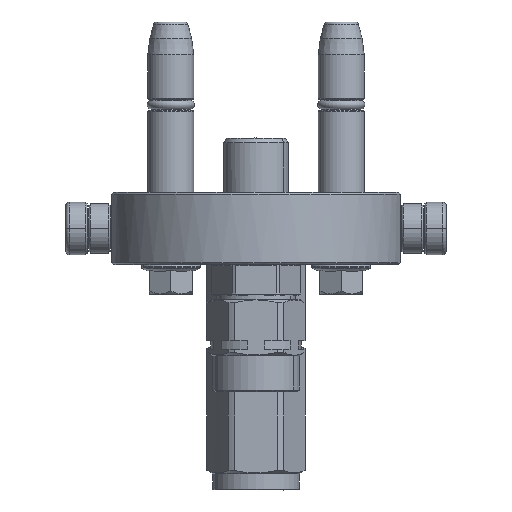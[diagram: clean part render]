
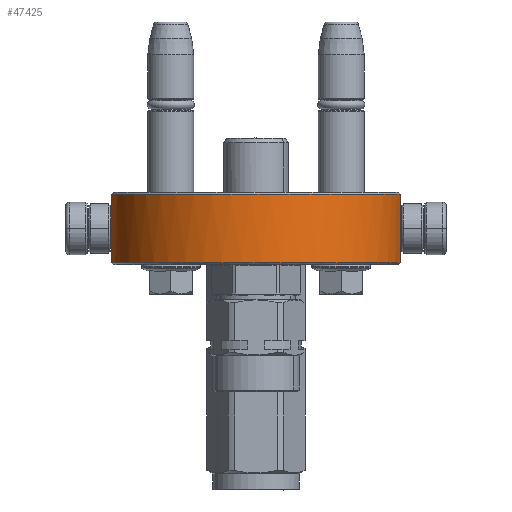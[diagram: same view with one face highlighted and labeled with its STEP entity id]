
A CAD part, left-side view. The second image highlights one B-rep face of the part: STEP entity #47425.
In plain terms, the highlighted cylindrical face has radius 44.75 mm (diameter 89.5 mm), a partial arc.
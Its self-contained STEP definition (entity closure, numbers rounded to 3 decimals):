
#1746 = CARTESIAN_POINT ( 'NONE',  ( -41.205, -17.646, -0.5 ) ) ;
#1927 = CARTESIAN_POINT ( 'NONE',  ( -18.053, -41.028, -21.5 ) ) ;
#2130 = CARTESIAN_POINT ( 'NONE',  ( -42.964, -12.78, -21.5 ) ) ;
#2140 = CARTESIAN_POINT ( 'NONE',  ( -43.632, -10.27, -0.5 ) ) ;
#3123 = CARTESIAN_POINT ( 'NONE',  ( -44.525, 5.174, -21.5 ) ) ;
#3309 = CARTESIAN_POINT ( 'NONE',  ( -41.205, 17.646, -21.5 ) ) ;
#5185 = CARTESIAN_POINT ( 'NONE',  ( -40.114, 20.002, -0.5 ) ) ;
#6531 = CARTESIAN_POINT ( 'NONE',  ( -40.114, -20.002, -21.5 ) ) ;
#6919 = CARTESIAN_POINT ( 'NONE',  ( -32.753, -30.603, -21.5 ) ) ;
#7129 = CARTESIAN_POINT ( 'NONE',  ( -13.205, -42.836, -21.5 ) ) ;
#7202 = EDGE_CURVE ( 'NONE', #41281, #7839, #38698, .T. ) ;
#7724 = CARTESIAN_POINT ( 'NONE',  ( -13.205, 42.836, -21.5 ) ) ;
#7839 = VERTEX_POINT ( 'NONE', #54692 ) ;
#7930 = CARTESIAN_POINT ( 'NONE',  ( -40.114, 20.002, -21.5 ) ) ;
#8070 = VECTOR ( 'NONE', #9181, 1000. ) ;
#8363 = EDGE_CURVE ( 'NONE', #13750, #57801, #23510, .T. ) ;
#9181 = DIRECTION ( 'NONE',  ( 0., 0., -1. ) ) ;
#9326 = DIRECTION ( 'NONE',  ( 0., 0., -1. ) ) ;
#9748 = CARTESIAN_POINT ( 'NONE',  ( -42.964, 12.78, -0.5 ) ) ;
#11513 = CARTESIAN_POINT ( 'NONE',  ( -37.542, -24.492, -21.5 ) ) ;
#11654 = EDGE_CURVE ( 'NONE', #13750, #7839, #17181, .T. ) ;
#11895 = CARTESIAN_POINT ( 'NONE',  ( -32.753, 30.603, -21.5 ) ) ;
#12484 = CARTESIAN_POINT ( 'NONE',  ( -10.702, 43.528, -21.5 ) ) ;
#12769 = CARTESIAN_POINT ( 'NONE',  ( -8.159, 44., -0.5 ) ) ;
#13750 = VERTEX_POINT ( 'NONE', #12769 ) ;
#14134 = CARTESIAN_POINT ( 'NONE',  ( -8.159, 44., -0.5 ) ) ;
#14526 = CARTESIAN_POINT ( 'NONE',  ( -44.75, 2.587, -0.5 ) ) ;
#15279 = CARTESIAN_POINT ( 'NONE',  ( -37.542, -24.492, -0.5 ) ) ;
#15675 = CARTESIAN_POINT ( 'NONE',  ( -32.753, -30.603, -0.5 ) ) ;
#15873 = CARTESIAN_POINT ( 'NONE',  ( -24.862, -37.298, -0.5 ) ) ;
#16465 = CARTESIAN_POINT ( 'NONE',  ( -18.053, 41.028, -21.5 ) ) ;
#17181 = LINE ( 'NONE', #53792, #39136 ) ;
#17374 = ORIENTED_EDGE ( 'NONE', *, *, #43370, .F. ) ;
#17647 = CARTESIAN_POINT ( 'NONE',  ( 0., 0., 0. ) ) ;
#18717 = ORIENTED_EDGE ( 'NONE', *, *, #11654, .T. ) ;
#18852 = CARTESIAN_POINT ( 'NONE',  ( -32.753, 30.603, -0.5 ) ) ;
#19614 = CARTESIAN_POINT ( 'NONE',  ( -44.525, -5.174, -0.5 ) ) ;
#19803 = CARTESIAN_POINT ( 'NONE',  ( -42.964, -12.78, -0.5 ) ) ;
#20000 = CARTESIAN_POINT ( 'NONE',  ( -26.98, -35.795, -21.5 ) ) ;
#20399 = CARTESIAN_POINT ( 'NONE',  ( -18.053, -41.028, -0.5 ) ) ;
#21986 = DIRECTION ( 'NONE',  ( 0., 0., -1. ) ) ;
#23379 = CARTESIAN_POINT ( 'NONE',  ( -30.926, 32.448, -0.5 ) ) ;
#23510 = B_SPLINE_CURVE_WITH_KNOTS ( 'NONE', 3,
 ( #14134, #27931, #28309, #50422, #41472, #55023, #27750, #23379, #18852, #32312, #32501, #5185, #36901, #9748, #50622, #55192, #14526, #47185, #19614, #2140, #19803, #1746, #42214, #15279, #28696, #15675, #33489, #24529, #15873, #38046, #20399, #47380, #51413, #33870 ),
 .UNSPECIFIED., .F., .F.,
 ( 4, 2, 2, 2, 2, 2, 2, 2, 2, 2, 2, 2, 2, 2, 2, 2, 4 ),
 ( 0., 0.063, 0.125, 0.188, 0.25, 0.313, 0.375, 0.438, 0.5, 0.563, 0.625, 0.688, 0.75, 0.813, 0.875, 0.938, 1. ),
 .UNSPECIFIED. ) ;
#24529 = CARTESIAN_POINT ( 'NONE',  ( -26.98, -35.795, -0.5 ) ) ;
#27555 = CARTESIAN_POINT ( 'NONE',  ( -8.159, -44., -0.5 ) ) ;
#27750 = CARTESIAN_POINT ( 'NONE',  ( -26.98, 35.795, -0.5 ) ) ;
#27931 = CARTESIAN_POINT ( 'NONE',  ( -10.702, 43.528, -0.5 ) ) ;
#28309 = CARTESIAN_POINT ( 'NONE',  ( -13.205, 42.836, -0.5 ) ) ;
#28696 = CARTESIAN_POINT ( 'NONE',  ( -36.061, -26.624, -0.5 ) ) ;
#29279 = CARTESIAN_POINT ( 'NONE',  ( -41.205, -17.646, -21.5 ) ) ;
#29669 = CARTESIAN_POINT ( 'NONE',  ( -8.159, -44., -21.5 ) ) ;
#30469 = CARTESIAN_POINT ( 'NONE',  ( -44.525, -5.174, -21.5 ) ) ;
#30658 = CARTESIAN_POINT ( 'NONE',  ( -37.542, 24.492, -21.5 ) ) ;
#31821 = AXIS2_PLACEMENT_3D ( 'NONE', #17647, #9326, #36277 ) ;
#32312 = CARTESIAN_POINT ( 'NONE',  ( -36.061, 26.624, -0.5 ) ) ;
#32501 = CARTESIAN_POINT ( 'NONE',  ( -37.542, 24.492, -0.5 ) ) ;
#33489 = CARTESIAN_POINT ( 'NONE',  ( -30.926, -32.448, -0.5 ) ) ;
#33870 = CARTESIAN_POINT ( 'NONE',  ( -8.159, -44., -0.5 ) ) ;
#34074 = CARTESIAN_POINT ( 'NONE',  ( -24.862, -37.298, -21.5 ) ) ;
#34274 = CARTESIAN_POINT ( 'NONE',  ( -10.702, -43.528, -21.5 ) ) ;
#34872 = CARTESIAN_POINT ( 'NONE',  ( -36.061, 26.624, -21.5 ) ) ;
#35065 = CARTESIAN_POINT ( 'NONE',  ( -8.159, 44., -21.5 ) ) ;
#36277 = DIRECTION ( 'NONE',  ( 1., 0., 0. ) ) ;
#36901 = CARTESIAN_POINT ( 'NONE',  ( -41.205, 17.646, -0.5 ) ) ;
#38046 = CARTESIAN_POINT ( 'NONE',  ( -20.399, -39.914, -0.5 ) ) ;
#38698 = B_SPLINE_CURVE_WITH_KNOTS ( 'NONE', 3,
 ( #29669, #34274, #7129, #1927, #56525, #34074, #20000, #51785, #6919, #42400, #11513, #6531, #29279, #2130, #43794, #30469, #47971, #57134, #3123, #53378, #57916, #3309, #7930, #30658, #34872, #11895, #39621, #43591, #48175, #57322, #16465, #7724, #12484, #35065 ),
 .UNSPECIFIED., .F., .F.,
 ( 4, 2, 2, 2, 2, 2, 2, 2, 2, 2, 2, 2, 2, 2, 2, 2, 4 ),
 ( 0., 0.062, 0.125, 0.187, 0.25, 0.312, 0.375, 0.437, 0.5, 0.562, 0.625, 0.687, 0.75, 0.812, 0.875, 0.937, 1. ),
 .UNSPECIFIED. ) ;
#39136 = VECTOR ( 'NONE', #21986, 1000. ) ;
#39621 = CARTESIAN_POINT ( 'NONE',  ( -30.926, 32.448, -21.5 ) ) ;
#41281 = VERTEX_POINT ( 'NONE', #51631 ) ;
#41472 = CARTESIAN_POINT ( 'NONE',  ( -20.399, 39.914, -0.5 ) ) ;
#41790 = EDGE_LOOP ( 'NONE', ( #18717, #57728, #17374, #48547 ) ) ;
#42214 = CARTESIAN_POINT ( 'NONE',  ( -40.114, -20.002, -0.5 ) ) ;
#42400 = CARTESIAN_POINT ( 'NONE',  ( -36.061, -26.624, -21.5 ) ) ;
#43370 = EDGE_CURVE ( 'NONE', #57801, #41281, #45667, .T. ) ;
#43591 = CARTESIAN_POINT ( 'NONE',  ( -26.98, 35.795, -21.5 ) ) ;
#43794 = CARTESIAN_POINT ( 'NONE',  ( -43.632, -10.27, -21.5 ) ) ;
#43908 = CYLINDRICAL_SURFACE ( 'NONE', #31821, 44.75 ) ;
#45667 = LINE ( 'NONE', #27555, #8070 ) ;
#45717 = CARTESIAN_POINT ( 'NONE',  ( -8.159, -44., -0.5 ) ) ;
#47185 = CARTESIAN_POINT ( 'NONE',  ( -44.75, -2.587, -0.5 ) ) ;
#47380 = CARTESIAN_POINT ( 'NONE',  ( -13.205, -42.836, -0.5 ) ) ;
#47425 = ADVANCED_FACE ( 'NONE', ( #58186 ), #43908, .T. ) ;
#47971 = CARTESIAN_POINT ( 'NONE',  ( -44.75, -2.587, -21.5 ) ) ;
#48175 = CARTESIAN_POINT ( 'NONE',  ( -24.862, 37.298, -21.5 ) ) ;
#48547 = ORIENTED_EDGE ( 'NONE', *, *, #8363, .F. ) ;
#50422 = CARTESIAN_POINT ( 'NONE',  ( -18.053, 41.028, -0.5 ) ) ;
#50622 = CARTESIAN_POINT ( 'NONE',  ( -43.632, 10.27, -0.5 ) ) ;
#51413 = CARTESIAN_POINT ( 'NONE',  ( -10.702, -43.528, -0.5 ) ) ;
#51631 = CARTESIAN_POINT ( 'NONE',  ( -8.159, -44., -21.5 ) ) ;
#51785 = CARTESIAN_POINT ( 'NONE',  ( -30.926, -32.448, -21.5 ) ) ;
#53378 = CARTESIAN_POINT ( 'NONE',  ( -43.632, 10.27, -21.5 ) ) ;
#53792 = CARTESIAN_POINT ( 'NONE',  ( -8.159, 44., -0.5 ) ) ;
#54692 = CARTESIAN_POINT ( 'NONE',  ( -8.159, 44., -21.5 ) ) ;
#55023 = CARTESIAN_POINT ( 'NONE',  ( -24.862, 37.298, -0.5 ) ) ;
#55192 = CARTESIAN_POINT ( 'NONE',  ( -44.525, 5.174, -0.5 ) ) ;
#56525 = CARTESIAN_POINT ( 'NONE',  ( -20.399, -39.914, -21.5 ) ) ;
#57134 = CARTESIAN_POINT ( 'NONE',  ( -44.75, 2.587, -21.5 ) ) ;
#57322 = CARTESIAN_POINT ( 'NONE',  ( -20.399, 39.914, -21.5 ) ) ;
#57728 = ORIENTED_EDGE ( 'NONE', *, *, #7202, .F. ) ;
#57801 = VERTEX_POINT ( 'NONE', #45717 ) ;
#57916 = CARTESIAN_POINT ( 'NONE',  ( -42.964, 12.78, -21.5 ) ) ;
#58186 = FACE_OUTER_BOUND ( 'NONE', #41790, .T. ) ;
